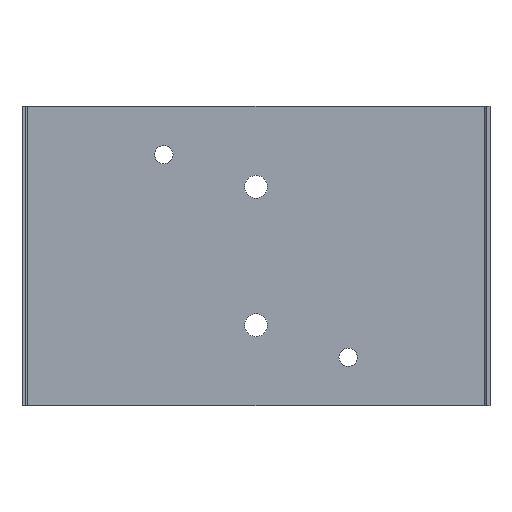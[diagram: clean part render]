
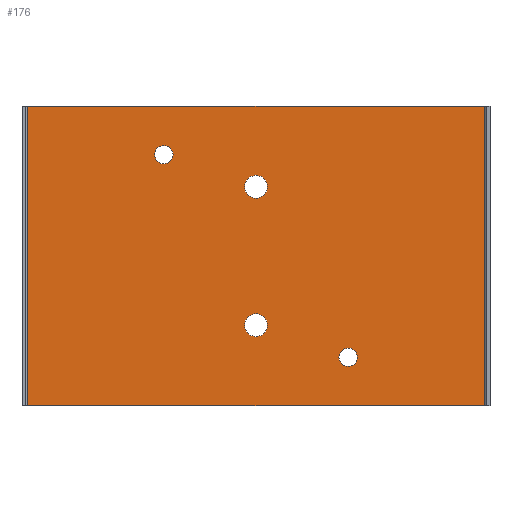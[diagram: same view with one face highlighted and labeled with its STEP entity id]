
A CAD part, front view. The second image highlights one B-rep face of the part: STEP entity #176.
In plain terms, the highlighted planar face has unit normal (0, -1, 0).
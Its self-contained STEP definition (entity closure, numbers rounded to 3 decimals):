
#14 = EDGE_LOOP ( 'NONE', ( #70 ) ) ;
#18 = ORIENTED_EDGE ( 'NONE', *, *, #267, .F. ) ;
#21 = VERTEX_POINT ( 'NONE', #491 ) ;
#35 = ORIENTED_EDGE ( 'NONE', *, *, #265, .F. ) ;
#36 = ORIENTED_EDGE ( 'NONE', *, *, #264, .F. ) ;
#47 = EDGE_LOOP ( 'NONE', ( #35 ) ) ;
#51 = ORIENTED_EDGE ( 'NONE', *, *, #263, .F. ) ;
#54 = VERTEX_POINT ( 'NONE', #477 ) ;
#70 = ORIENTED_EDGE ( 'NONE', *, *, #254, .T. ) ;
#73 = EDGE_LOOP ( 'NONE', ( #18, #96, #82, #136 ) ) ;
#82 = ORIENTED_EDGE ( 'NONE', *, *, #270, .T. ) ;
#95 = EDGE_LOOP ( 'NONE', ( #51 ) ) ;
#96 = ORIENTED_EDGE ( 'NONE', *, *, #266, .F. ) ;
#130 = EDGE_LOOP ( 'NONE', ( #36 ) ) ;
#136 = ORIENTED_EDGE ( 'NONE', *, *, #274, .T. ) ;
#141 = VERTEX_POINT ( 'NONE', #454 ) ;
#155 = VERTEX_POINT ( 'NONE', #501 ) ;
#176 = ADVANCED_FACE ( 'NONE', ( #585, #606, #628, #578, #574 ), #441, .T. ) ;
#189 = AXIS2_PLACEMENT_3D ( 'NONE', #444, #445, #438 ) ;
#199 = AXIS2_PLACEMENT_3D ( 'NONE', #362, #290, #323 ) ;
#204 = AXIS2_PLACEMENT_3D ( 'NONE', #309, #312, #353 ) ;
#205 = AXIS2_PLACEMENT_3D ( 'NONE', #347, #343, #282 ) ;
#206 = AXIS2_PLACEMENT_3D ( 'NONE', #352, #329, #371 ) ;
#254 = EDGE_CURVE ( 'NONE', #542, #542, #622, .T. ) ;
#263 = EDGE_CURVE ( 'NONE', #556, #556, #548, .T. ) ;
#264 = EDGE_CURVE ( 'NONE', #540, #540, #518, .T. ) ;
#265 = EDGE_CURVE ( 'NONE', #525, #525, #531, .T. ) ;
#266 = EDGE_CURVE ( 'NONE', #141, #155, #532, .T. ) ;
#267 = EDGE_CURVE ( 'NONE', #155, #54, #517, .T. ) ;
#270 = EDGE_CURVE ( 'NONE', #141, #21, #545, .T. ) ;
#274 = EDGE_CURVE ( 'NONE', #21, #54, #539, .T. ) ;
#280 = CARTESIAN_POINT ( 'NONE',  ( 2.5, 0., -17.5 ) ) ;
#282 = DIRECTION ( 'NONE',  ( 1., 0., 0. ) ) ;
#286 = CARTESIAN_POINT ( 'NONE',  ( -49.5, 0., -65. ) ) ;
#290 = DIRECTION ( 'NONE',  ( 0., 1., 0. ) ) ;
#296 = CARTESIAN_POINT ( 'NONE',  ( -49.5, 0., -65. ) ) ;
#309 = CARTESIAN_POINT ( 'NONE',  ( 20., 0., -54.5 ) ) ;
#312 = DIRECTION ( 'NONE',  ( 0., -1., 0. ) ) ;
#313 = CARTESIAN_POINT ( 'NONE',  ( 22., 0., -54.5 ) ) ;
#318 = DIRECTION ( 'NONE',  ( 1., 0., 0. ) ) ;
#323 = DIRECTION ( 'NONE',  ( 1., 0., 0. ) ) ;
#329 = DIRECTION ( 'NONE',  ( 0., -1., 0. ) ) ;
#332 = DIRECTION ( 'NONE',  ( 0., 0., 1. ) ) ;
#336 = CARTESIAN_POINT ( 'NONE',  ( -18., 0., -10.5 ) ) ;
#343 = DIRECTION ( 'NONE',  ( 0., -1., 0. ) ) ;
#347 = CARTESIAN_POINT ( 'NONE',  ( -20., 0., -10.5 ) ) ;
#352 = CARTESIAN_POINT ( 'NONE',  ( 0., 0., -47.5 ) ) ;
#353 = DIRECTION ( 'NONE',  ( 1., 0., 0. ) ) ;
#354 = CARTESIAN_POINT ( 'NONE',  ( -49.5, 0., 0. ) ) ;
#355 = DIRECTION ( 'NONE',  ( 0., 0., 1. ) ) ;
#357 = CARTESIAN_POINT ( 'NONE',  ( 2.5, 0., -47.5 ) ) ;
#362 = CARTESIAN_POINT ( 'NONE',  ( 0., 0., -17.5 ) ) ;
#367 = CARTESIAN_POINT ( 'NONE',  ( 49.5, 0., -65. ) ) ;
#369 = DIRECTION ( 'NONE',  ( 1., 0., 0. ) ) ;
#371 = DIRECTION ( 'NONE',  ( 1., 0., 0. ) ) ;
#438 = DIRECTION ( 'NONE',  ( 1., 0., 0. ) ) ;
#441 = PLANE ( 'NONE',  #189 ) ;
#444 = CARTESIAN_POINT ( 'NONE',  ( -49.5, 0., -65. ) ) ;
#445 = DIRECTION ( 'NONE',  ( 0., -1., 0. ) ) ;
#454 = CARTESIAN_POINT ( 'NONE',  ( -49.5, 0., -65. ) ) ;
#477 = CARTESIAN_POINT ( 'NONE',  ( 49.5, 0., 0. ) ) ;
#491 = CARTESIAN_POINT ( 'NONE',  ( 49.5, 0., -65. ) ) ;
#501 = CARTESIAN_POINT ( 'NONE',  ( -49.5, 0., 0. ) ) ;
#516 = VECTOR ( 'NONE', #369, 1000. ) ;
#517 = LINE ( 'NONE', #354, #516 ) ;
#518 = CIRCLE ( 'NONE', #205, 2. ) ;
#525 = VERTEX_POINT ( 'NONE', #357 ) ;
#527 = VECTOR ( 'NONE', #332, 1000. ) ;
#531 = CIRCLE ( 'NONE', #206, 2.5 ) ;
#532 = LINE ( 'NONE', #296, #546 ) ;
#539 = LINE ( 'NONE', #367, #527 ) ;
#540 = VERTEX_POINT ( 'NONE', #336 ) ;
#542 = VERTEX_POINT ( 'NONE', #280 ) ;
#544 = VECTOR ( 'NONE', #318, 1000. ) ;
#545 = LINE ( 'NONE', #286, #544 ) ;
#546 = VECTOR ( 'NONE', #355, 1000. ) ;
#548 = CIRCLE ( 'NONE', #204, 2. ) ;
#556 = VERTEX_POINT ( 'NONE', #313 ) ;
#574 = FACE_BOUND ( 'NONE', #14, .T. ) ;
#578 = FACE_OUTER_BOUND ( 'NONE', #73, .T. ) ;
#585 = FACE_BOUND ( 'NONE', #95, .T. ) ;
#606 = FACE_BOUND ( 'NONE', #130, .T. ) ;
#622 = CIRCLE ( 'NONE', #199, 2.5 ) ;
#628 = FACE_BOUND ( 'NONE', #47, .T. ) ;
